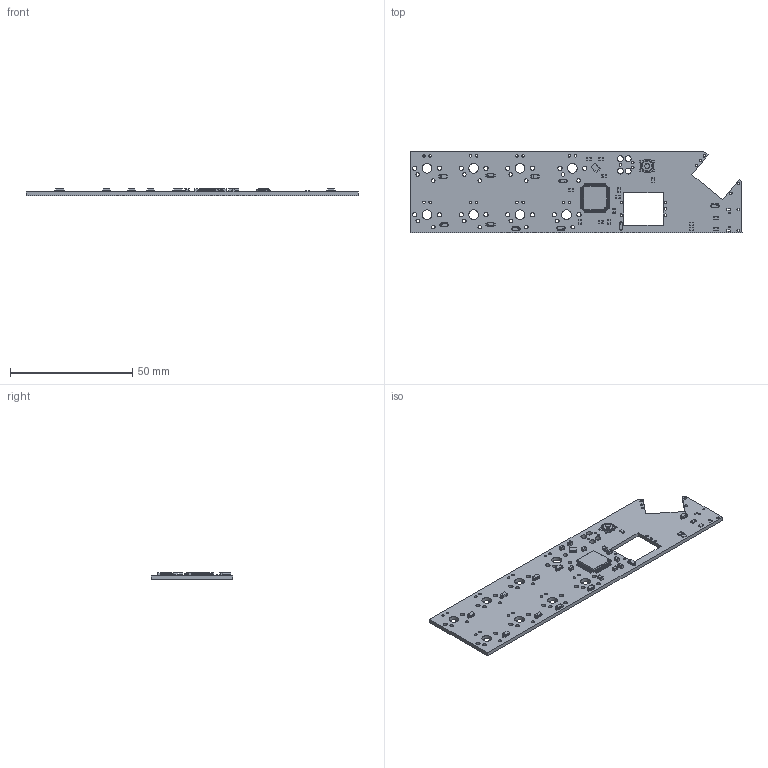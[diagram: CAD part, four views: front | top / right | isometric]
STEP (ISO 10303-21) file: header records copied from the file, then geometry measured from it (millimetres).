
FILE_DESCRIPTION(('FreeCAD Model'),'2;1');
FILE_NAME('PCB Model.step','2021-04-26T16:33:34',('Author'),(''), 'Open CASCADE STEP processor 7.3','FreeCAD','Unknown');
FILE_SCHEMA(('AUTOMOTIVE_DESIGN { 1 0 10303 214 1 1 1 1 }'));
Length unit declared in the file: millimetre
Products named in the file (35): Pikatea_Desktop_Macropad; Board_Geoms_4ca4; Local_CS_4ca4; Pcb_4ca4; PCB_Sketch_4ca4; Step_Models_4ca4; Top_4ca4; R2_R_0805_2012Metric_607FE78E; R1_R_0805_2012Metric_607FE77D; X1_Crystal_SMD_SeikoEpson_FA238-4Pin_3.2x2.5mm_60806100; U1_LQFP_44_10x10mm_P08mm_608056F7; SW1_SW_SPST_TL3342_607F38D0; R5_R_0805_2012Metric_607F4A5F; R4_R_0805_2012Metric_607F3889; R3_R_0805_2012Metric_607F3878; D10_D_SOD_123_60805B52; D9_D_SOD_123_607F3736; D8_D_SOD_123_607F371D; D7_D_SOD_123_607F3704; D6_D_SOD_123_607F36EB; D5_D_SOD_123_607F36D2; D4_D_SOD_123_607F5B08; D3_D_SOD_123_607F36A0; D2_D_SOD_123_607F3687; D1_D_SOD_123_607F366E; C10_C_0805_2012Metric_60806FC0; C9_C_0805_2012Metric_60809403; C8_C_0805_2012Metric_607F3633; C7_C_0805_2012Metric_607F3622; C6_C_0805_2012Metric_60806B1D; C5_C_0805_2012Metric_607F3600; C4_C_0805_2012Metric_607F35EF; C3_C_0805_2012Metric_607F35DE; C2_C_0805_2012Metric_60806F2E; C1_C_0805_2012Metric_607F35BC
Assembly tree (34 placements, depth 4):
  Pikatea_Desktop_Macropad
    Board_Geoms_4ca4
      Local_CS_4ca4
      Pcb_4ca4
      PCB_Sketch_4ca4
    Step_Models_4ca4
      Top_4ca4
        R2_R_0805_2012Metric_607FE78E
        R1_R_0805_2012Metric_607FE77D
        X1_Crystal_SMD_SeikoEpson_FA238-4Pin_3.2x2.5mm_60806100
        U1_LQFP_44_10x10mm_P08mm_608056F7
        SW1_SW_SPST_TL3342_607F38D0
        R5_R_0805_2012Metric_607F4A5F
        R4_R_0805_2012Metric_607F3889
        R3_R_0805_2012Metric_607F3878
        D10_D_SOD_123_60805B52
        D9_D_SOD_123_607F3736
        D8_D_SOD_123_607F371D
        D7_D_SOD_123_607F3704
        D6_D_SOD_123_607F36EB
        D5_D_SOD_123_607F36D2
        D4_D_SOD_123_607F5B08
        D3_D_SOD_123_607F36A0
        D2_D_SOD_123_607F3687
        D1_D_SOD_123_607F366E
        C10_C_0805_2012Metric_60806FC0
        C9_C_0805_2012Metric_60809403
        C8_C_0805_2012Metric_607F3633
        C7_C_0805_2012Metric_607F3622
        C6_C_0805_2012Metric_60806B1D
        C5_C_0805_2012Metric_607F3600
        C4_C_0805_2012Metric_607F35EF
        C3_C_0805_2012Metric_607F35DE
        C2_C_0805_2012Metric_60806F2E
        C1_C_0805_2012Metric_607F35BC
Bounding box: 136.03 x 33.55 x 3.14 mm (x, y, z)
Volume: 6432.4 mm3; surface area: 9830.8 mm2
Topology: 29 solids, 30 shells, 2119 faces, 5453 edges, 3447 vertices
Faces by surface type: plane 1209, cylinder 557, bspline 352, torus 1
Full cylindrical faces by diameter (mm): 0.5 x1, 0.65 x2, 1 x10, 1.016 x3, 1.04 x16, 1.47 x16, 1.75 x16, 2 x1, 2.375 x4, 3.988 x8
Entity records: 81385 total; most frequent: CARTESIAN_POINT 16074, ORIENTED_EDGE 10880, DIRECTION 9749, EDGE_CURVE 5440, LINE 3913, VECTOR 3913, VERTEX_POINT 3421, AXIS2_PLACEMENT_3D 2918
